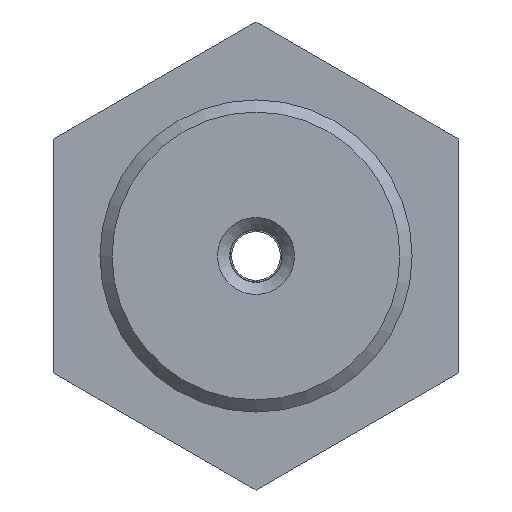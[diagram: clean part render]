
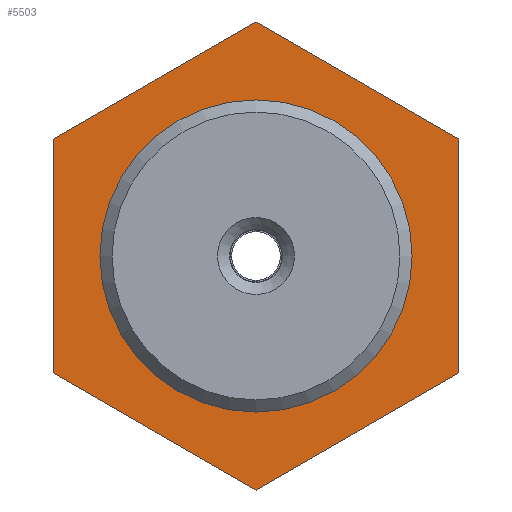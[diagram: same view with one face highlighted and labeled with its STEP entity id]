
A CAD part, left-side view. The second image highlights one B-rep face of the part: STEP entity #5503.
In plain terms, the highlighted face is planar.
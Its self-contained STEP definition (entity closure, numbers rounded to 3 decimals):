
#5413=CARTESIAN_POINT('',(-4.691,0.,0.0));
#5414=VERTEX_POINT('',#5413);
#5415=CARTESIAN_POINT('',(0.0,0.0,0.0));
#5416=DIRECTION('',(0.0,0.0,-1.0));
#5417=DIRECTION('',(1.0,0.0,0.0));
#5418=AXIS2_PLACEMENT_3D('',#5415,#5416,#5417);
#5419=CIRCLE('',#5418,4.691);
#5420=EDGE_CURVE('',#5414,#5414,#5419,.T.);
#5445=CARTESIAN_POINT('',(0.,0.,0.0));
#5446=DIRECTION('',(0.0,0.0,1.0));
#5447=DIRECTION('',(1.0,0.0,0.0));
#5448=AXIS2_PLACEMENT_3D('',#5445,#5446,#5447);
#5449=PLANE('',#5448);
#5450=CARTESIAN_POINT('',(0.,7.332,0.0));
#5451=VERTEX_POINT('',#5450);
#5452=CARTESIAN_POINT('',(6.35,3.666,0.0));
#5453=VERTEX_POINT('',#5452);
#5454=CARTESIAN_POINT('',(0.,7.332,0.0));
#5455=DIRECTION('',(0.866,-0.5,0.0));
#5456=VECTOR('',#5455,7.332);
#5457=LINE('',#5454,#5456);
#5458=EDGE_CURVE('',#5451,#5453,#5457,.T.);
#5459=ORIENTED_EDGE('',*,*,#5458,.T.);
#5460=CARTESIAN_POINT('',(6.35,-3.666,0.0));
#5461=VERTEX_POINT('',#5460);
#5462=CARTESIAN_POINT('',(6.35,3.666,0.0));
#5463=DIRECTION('',(0.0,-1.0,0.0));
#5464=VECTOR('',#5463,7.332);
#5465=LINE('',#5462,#5464);
#5466=EDGE_CURVE('',#5453,#5461,#5465,.T.);
#5467=ORIENTED_EDGE('',*,*,#5466,.T.);
#5468=CARTESIAN_POINT('',(0.,-7.332,0.0));
#5469=VERTEX_POINT('',#5468);
#5470=CARTESIAN_POINT('',(6.35,-3.666,0.0));
#5471=DIRECTION('',(-0.866,-0.5,0.0));
#5472=VECTOR('',#5471,7.332);
#5473=LINE('',#5470,#5472);
#5474=EDGE_CURVE('',#5461,#5469,#5473,.T.);
#5475=ORIENTED_EDGE('',*,*,#5474,.T.);
#5476=CARTESIAN_POINT('',(-6.35,-3.666,0.0));
#5477=VERTEX_POINT('',#5476);
#5478=CARTESIAN_POINT('',(0.,-7.332,0.0));
#5479=DIRECTION('',(-0.866,0.5,0.0));
#5480=VECTOR('',#5479,7.332);
#5481=LINE('',#5478,#5480);
#5482=EDGE_CURVE('',#5469,#5477,#5481,.T.);
#5483=ORIENTED_EDGE('',*,*,#5482,.T.);
#5484=CARTESIAN_POINT('',(-6.35,3.666,0.0));
#5485=VERTEX_POINT('',#5484);
#5486=CARTESIAN_POINT('',(-6.35,-3.666,0.0));
#5487=DIRECTION('',(0.0,1.0,0.0));
#5488=VECTOR('',#5487,7.332);
#5489=LINE('',#5486,#5488);
#5490=EDGE_CURVE('',#5477,#5485,#5489,.T.);
#5491=ORIENTED_EDGE('',*,*,#5490,.T.);
#5492=CARTESIAN_POINT('',(-6.35,3.666,0.0));
#5493=DIRECTION('',(0.866,0.5,0.0));
#5494=VECTOR('',#5493,7.332);
#5495=LINE('',#5492,#5494);
#5496=EDGE_CURVE('',#5485,#5451,#5495,.T.);
#5497=ORIENTED_EDGE('',*,*,#5496,.T.);
#5498=EDGE_LOOP('',(#5459,#5467,#5475,#5483,#5491,#5497));
#5499=FACE_OUTER_BOUND('',#5498,.T.);
#5500=ORIENTED_EDGE('',*,*,#5420,.F.);
#5501=EDGE_LOOP('',(#5500));
#5502=FACE_BOUND('',#5501,.T.);
#5503=ADVANCED_FACE('',(#5499,#5502),#5449,.F.);
